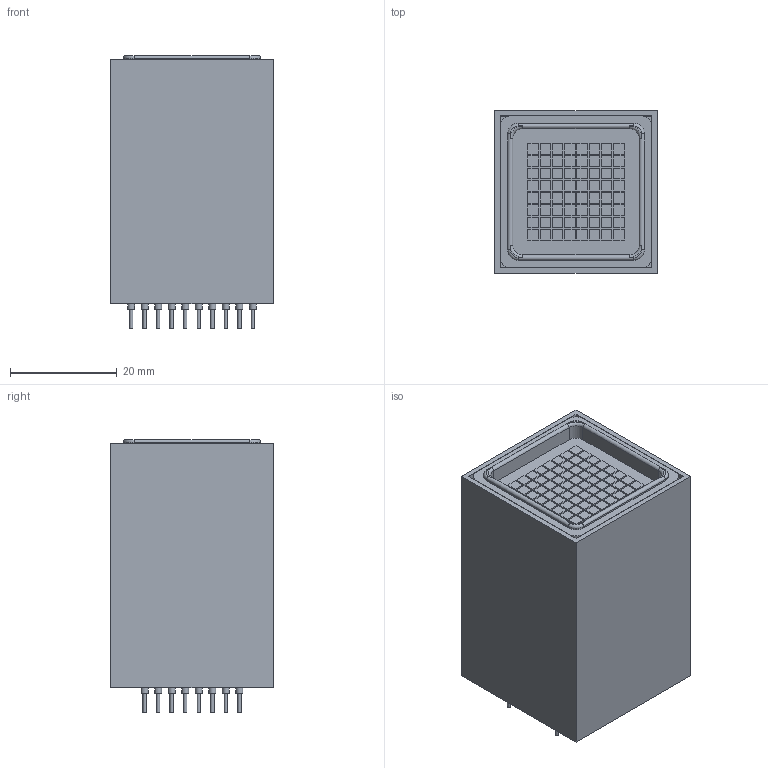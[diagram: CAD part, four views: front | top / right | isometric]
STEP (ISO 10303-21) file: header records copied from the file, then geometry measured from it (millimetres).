
FILE_DESCRIPTION(/* description */ (''),/* implementation_level */ '2;1');
FILE_NAME(/* name */ 'HAMAMATSU_H7546B_part1.stp',/* time_stamp */ '2016-02-16T17:15:41+01:00',/* author */ ('riccim'),/* organization */ (''),/* preprocessor_version */ 'ST-DEVELOPER v15.5',/* originating_system */ 'AutoCAD Mechanical',/* authorisation */ '');
FILE_SCHEMA (('AUTOMOTIVE_DESIGN { 1 0 10303 214 3 1 1 }'));
Length unit declared in the file: millimetre
Products named in the file (1): Product
Bounding box: 30.5 x 30.5 x 51.2 mm (x, y, z)
Volume: 17137.6 mm3; surface area: 21873.1 mm2
Topology: 206 solids, 206 shells, 874 faces, 1370 edges, 908 vertices
Faces by surface type: plane 700, cylinder 166, torus 8
Full cylindrical faces by diameter (mm): 0.64 x69, 1.3 x69, 5 x4
Entity records: 18729 total; most frequent: DIRECTION 3326, CARTESIAN_POINT 3011, ORIENTED_EDGE 2456, EDGE_CURVE 1228, AXIS2_PLACEMENT_3D 1223, EDGE_LOOP 1028, VERTEX_POINT 908, LINE 880
